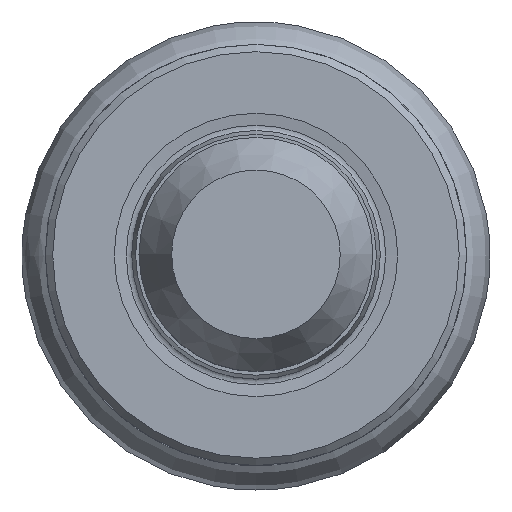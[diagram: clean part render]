
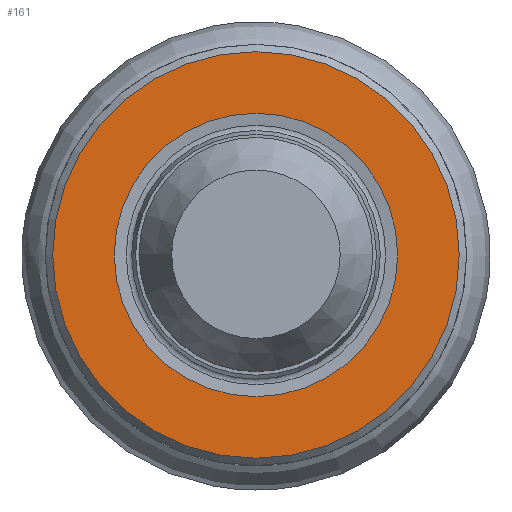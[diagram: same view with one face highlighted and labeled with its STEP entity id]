
A CAD part, top view. The second image highlights one B-rep face of the part: STEP entity #161.
In plain terms, the highlighted planar face has unit normal (0, 0, 1).
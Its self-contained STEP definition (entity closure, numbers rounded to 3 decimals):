
#108=PLANE('',#653);
#161=ADVANCED_FACE('CU_SU1',(#224,#225),#108,.F.);
#224=FACE_BOUND('',#280,.T.);
#225=FACE_BOUND('',#281,.T.);
#280=EDGE_LOOP('',(#356));
#281=EDGE_LOOP('',(#357));
#356=ORIENTED_EDGE('',*,*,#471,.F.);
#357=ORIENTED_EDGE('',*,*,#472,.T.);
#429=VERTEX_POINT('',#951);
#430=VERTEX_POINT('',#954);
#471=EDGE_CURVE('',#429,#429,#508,.T.);
#472=EDGE_CURVE('',#430,#430,#509,.T.);
#508=CIRCLE('',#650,13.9);
#509=CIRCLE('',#652,9.689);
#650=AXIS2_PLACEMENT_3D('',#950,#773,#774);
#652=AXIS2_PLACEMENT_3D('',#953,#777,#778);
#653=AXIS2_PLACEMENT_3D('',#955,#779,#780);
#773=DIRECTION('',(0.,0.,-1.));
#774=DIRECTION('',(-1.,0.,0.));
#777=DIRECTION('',(0.,0.,-1.));
#778=DIRECTION('',(-1.,0.,0.));
#779=DIRECTION('',(0.,0.,-1.));
#780=DIRECTION('',(-1.,0.,0.));
#950=CARTESIAN_POINT('',(0.,0.,0.));
#951=CARTESIAN_POINT('',(-13.9,0.,0.));
#953=CARTESIAN_POINT('',(0.,0.,0.));
#954=CARTESIAN_POINT('',(-9.689,0.,0.));
#955=CARTESIAN_POINT('',(0.,9.689,0.));
